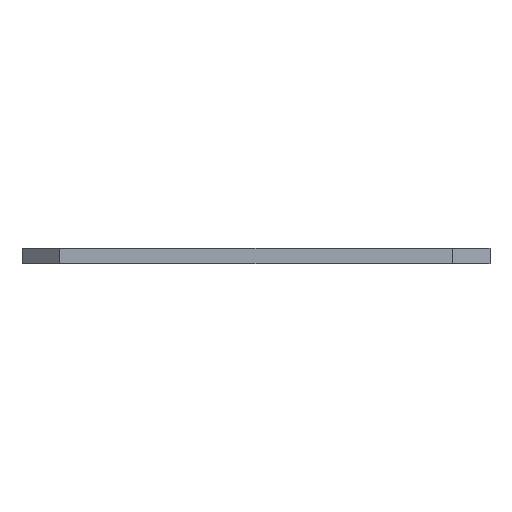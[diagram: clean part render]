
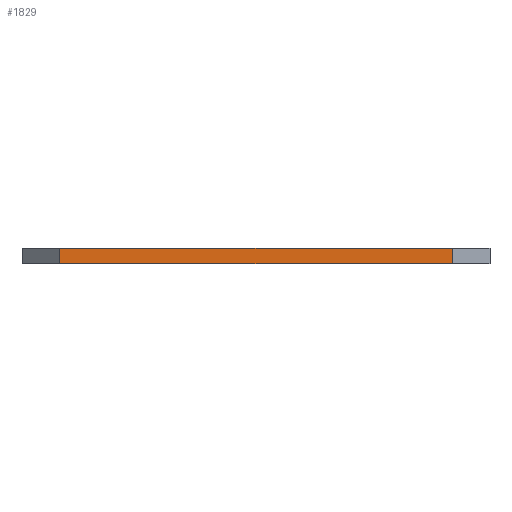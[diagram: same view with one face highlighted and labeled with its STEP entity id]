
A CAD part, left-side view. The second image highlights one B-rep face of the part: STEP entity #1829.
In plain terms, the highlighted planar face has unit normal (-1, 0, 0).
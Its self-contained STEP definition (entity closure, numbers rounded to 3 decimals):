
#31 = EDGE_LOOP ( 'NONE', ( #128, #592, #356, #1527 ) ) ;
#35 = VERTEX_POINT ( 'NONE', #1392 ) ;
#72 = CARTESIAN_POINT ( 'NONE',  ( 0., -26., 0. ) ) ;
#128 = ORIENTED_EDGE ( 'NONE', *, *, #1631, .T. ) ;
#237 = DIRECTION ( 'NONE',  ( 0., 1., 0. ) ) ;
#260 = DIRECTION ( 'NONE',  ( 0., -1., 0. ) ) ;
#288 = DIRECTION ( 'NONE',  ( 0., -1., 0. ) ) ;
#337 = CARTESIAN_POINT ( 'NONE',  ( 0., 26., 2. ) ) ;
#355 = VECTOR ( 'NONE', #1351, 1000. ) ;
#356 = ORIENTED_EDGE ( 'NONE', *, *, #1487, .F. ) ;
#418 = VECTOR ( 'NONE', #260, 1000. ) ;
#470 = EDGE_CURVE ( 'NONE', #35, #526, #1472, .T. ) ;
#491 = CARTESIAN_POINT ( 'NONE',  ( 0., -26., 2. ) ) ;
#514 = VECTOR ( 'NONE', #1263, 1000. ) ;
#526 = VERTEX_POINT ( 'NONE', #72 ) ;
#544 = CARTESIAN_POINT ( 'NONE',  ( 0., 26., 2. ) ) ;
#592 = ORIENTED_EDGE ( 'NONE', *, *, #470, .F. ) ;
#608 = VERTEX_POINT ( 'NONE', #337 ) ;
#697 = CARTESIAN_POINT ( 'NONE',  ( 0., 26., 0. ) ) ;
#736 = LINE ( 'NONE', #1294, #824 ) ;
#802 = LINE ( 'NONE', #1420, #418 ) ;
#824 = VECTOR ( 'NONE', #288, 1000. ) ;
#1017 = PLANE ( 'NONE',  #1469 ) ;
#1101 = DIRECTION ( 'NONE',  ( 1., 0., 0. ) ) ;
#1179 = VERTEX_POINT ( 'NONE', #697 ) ;
#1263 = DIRECTION ( 'NONE',  ( 0., 0., -1. ) ) ;
#1294 = CARTESIAN_POINT ( 'NONE',  ( 0., 26., 2. ) ) ;
#1351 = DIRECTION ( 'NONE',  ( 0., 0., -1. ) ) ;
#1392 = CARTESIAN_POINT ( 'NONE',  ( 0., -26., 2. ) ) ;
#1420 = CARTESIAN_POINT ( 'NONE',  ( 0., 26., 0. ) ) ;
#1469 = AXIS2_PLACEMENT_3D ( 'NONE', #1766, #1101, #237 ) ;
#1472 = LINE ( 'NONE', #491, #355 ) ;
#1487 = EDGE_CURVE ( 'NONE', #608, #35, #736, .T. ) ;
#1527 = ORIENTED_EDGE ( 'NONE', *, *, #1589, .T. ) ;
#1589 = EDGE_CURVE ( 'NONE', #608, #1179, #1676, .T. ) ;
#1631 = EDGE_CURVE ( 'NONE', #1179, #526, #802, .T. ) ;
#1649 = FACE_OUTER_BOUND ( 'NONE', #31, .T. ) ;
#1676 = LINE ( 'NONE', #544, #514 ) ;
#1766 = CARTESIAN_POINT ( 'NONE',  ( 0., 26., 2. ) ) ;
#1829 = ADVANCED_FACE ( 'NONE', ( #1649 ), #1017, .F. ) ;
